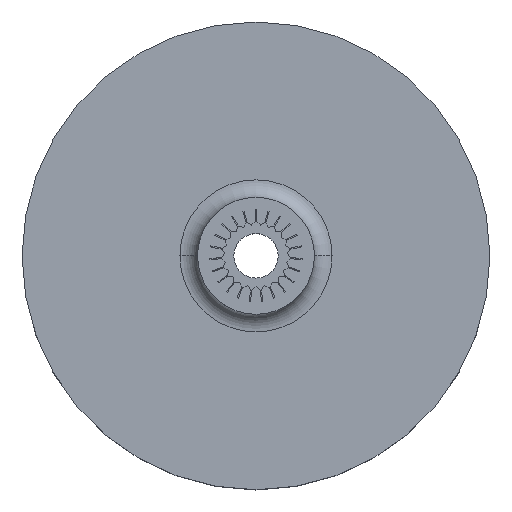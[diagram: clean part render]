
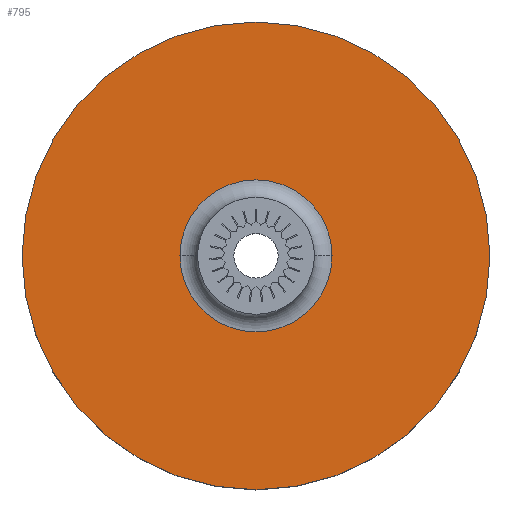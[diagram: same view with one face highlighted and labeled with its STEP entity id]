
A CAD part, top view. The second image highlights one B-rep face of the part: STEP entity #795.
In plain terms, the highlighted planar face has unit normal (0, 0, 1).
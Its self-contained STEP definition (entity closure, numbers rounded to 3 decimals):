
#5 = VERTEX_POINT ( 'NONE', #4355 ) ;
#72 = VERTEX_POINT ( 'NONE', #3058 ) ;
#127 = EDGE_CURVE ( 'NONE', #2370, #72, #852, .T. ) ;
#267 = ORIENTED_EDGE ( 'NONE', *, *, #970, .T. ) ;
#311 = AXIS2_PLACEMENT_3D ( 'NONE', #4520, #3413, #3765 ) ;
#316 = AXIS2_PLACEMENT_3D ( 'NONE', #3788, #861, #3762 ) ;
#370 = DIRECTION ( 'NONE',  ( 0., 0., 1. ) ) ;
#387 = DIRECTION ( 'NONE',  ( 1., 0., 0. ) ) ;
#390 = AXIS2_PLACEMENT_3D ( 'NONE', #2216, #476, #387 ) ;
#400 = EDGE_LOOP ( 'NONE', ( #267, #2692 ) ) ;
#476 = DIRECTION ( 'NONE',  ( 0., 0., 1. ) ) ;
#545 = AXIS2_PLACEMENT_3D ( 'NONE', #1399, #4183, #1442 ) ;
#549 = ORIENTED_EDGE ( 'NONE', *, *, #1054, .T. ) ;
#692 = EDGE_LOOP ( 'NONE', ( #2871, #549 ) ) ;
#795 = ADVANCED_FACE ( 'NONE', ( #3427, #2837 ), #3824, .T. ) ;
#852 = CIRCLE ( 'NONE', #316, 6.5 ) ;
#861 = DIRECTION ( 'NONE',  ( 0., 0., -1. ) ) ;
#970 = EDGE_CURVE ( 'NONE', #1758, #5, #4138, .T. ) ;
#1054 = EDGE_CURVE ( 'NONE', #72, #2370, #4366, .T. ) ;
#1392 = CIRCLE ( 'NONE', #3194, 20. ) ;
#1399 = CARTESIAN_POINT ( 'NONE',  ( 0., 0., 0. ) ) ;
#1442 = DIRECTION ( 'NONE',  ( 1., 0., 0. ) ) ;
#1758 = VERTEX_POINT ( 'NONE', #4022 ) ;
#2216 = CARTESIAN_POINT ( 'NONE',  ( 0., 0., 0. ) ) ;
#2370 = VERTEX_POINT ( 'NONE', #2377 ) ;
#2377 = CARTESIAN_POINT ( 'NONE',  ( 6.5, 0., 0. ) ) ;
#2511 = CARTESIAN_POINT ( 'NONE',  ( 0., 0., 0. ) ) ;
#2692 = ORIENTED_EDGE ( 'NONE', *, *, #4469, .T. ) ;
#2837 = FACE_OUTER_BOUND ( 'NONE', #400, .T. ) ;
#2871 = ORIENTED_EDGE ( 'NONE', *, *, #127, .T. ) ;
#3058 = CARTESIAN_POINT ( 'NONE',  ( -6.5, 0., 0. ) ) ;
#3194 = AXIS2_PLACEMENT_3D ( 'NONE', #2511, #370, #3303 ) ;
#3303 = DIRECTION ( 'NONE',  ( 1., 0., 0. ) ) ;
#3413 = DIRECTION ( 'NONE',  ( 0., 0., -1. ) ) ;
#3427 = FACE_BOUND ( 'NONE', #692, .T. ) ;
#3762 = DIRECTION ( 'NONE',  ( 1., 0., 0. ) ) ;
#3765 = DIRECTION ( 'NONE',  ( 1., 0., 0. ) ) ;
#3788 = CARTESIAN_POINT ( 'NONE',  ( 0., 0., 0. ) ) ;
#3824 = PLANE ( 'NONE',  #545 ) ;
#4022 = CARTESIAN_POINT ( 'NONE',  ( 20., 0., 0. ) ) ;
#4138 = CIRCLE ( 'NONE', #390, 20. ) ;
#4183 = DIRECTION ( 'NONE',  ( 0., 0., 1. ) ) ;
#4355 = CARTESIAN_POINT ( 'NONE',  ( -20., 0., 0. ) ) ;
#4366 = CIRCLE ( 'NONE', #311, 6.5 ) ;
#4469 = EDGE_CURVE ( 'NONE', #5, #1758, #1392, .T. ) ;
#4520 = CARTESIAN_POINT ( 'NONE',  ( 0., 0., 0. ) ) ;
